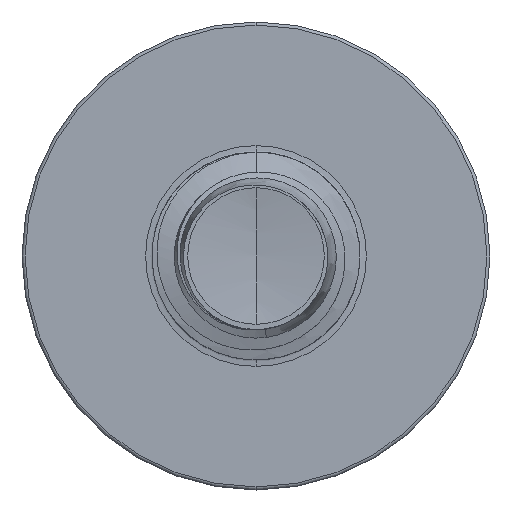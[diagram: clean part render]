
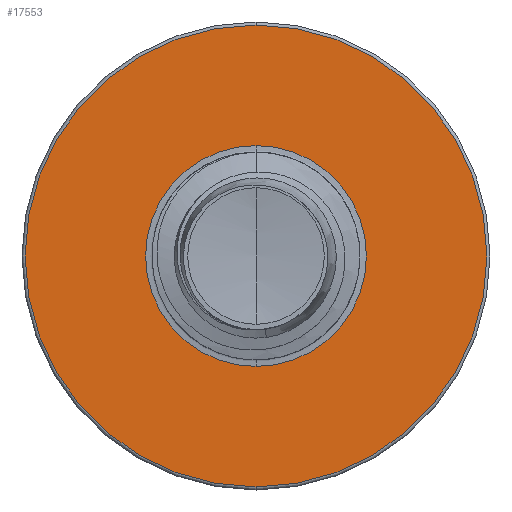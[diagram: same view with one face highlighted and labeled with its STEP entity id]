
A CAD part, front view. The second image highlights one B-rep face of the part: STEP entity #17553.
In plain terms, the highlighted planar face has unit normal (0, -1, 0).
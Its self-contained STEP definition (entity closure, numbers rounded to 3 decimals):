
#2218 = CARTESIAN_POINT ( 'NONE',  ( 0., 17.5, -3.186 ) ) ;
#3998 = FACE_OUTER_BOUND ( 'NONE', #20039, .T. ) ;
#5335 = CARTESIAN_POINT ( 'NONE',  ( 0., 17.5, -6.66 ) ) ;
#5591 = DIRECTION ( 'NONE',  ( 0., 0., 1. ) ) ;
#7585 = AXIS2_PLACEMENT_3D ( 'NONE', #30759, #13590, #33508 ) ;
#8902 = CARTESIAN_POINT ( 'NONE',  ( 0., 17.5, 0. ) ) ;
#9920 = DIRECTION ( 'NONE',  ( 0., 1., 0. ) ) ;
#10463 = DIRECTION ( 'NONE',  ( 0., 1., 0. ) ) ;
#11075 = CARTESIAN_POINT ( 'NONE',  ( 0., 17.5, 6.66 ) ) ;
#11692 = CARTESIAN_POINT ( 'NONE',  ( 0., 17.5, 3.186 ) ) ;
#11859 = DIRECTION ( 'NONE',  ( 0., 0., 1. ) ) ;
#12987 = AXIS2_PLACEMENT_3D ( 'NONE', #2218, #23064, #5591 ) ;
#13590 = DIRECTION ( 'NONE',  ( 0., 1., 0. ) ) ;
#14452 = CIRCLE ( 'NONE', #7585, 6.66 ) ;
#14963 = EDGE_LOOP ( 'NONE', ( #29270, #22052 ) ) ;
#17553 = ADVANCED_FACE ( 'NONE', ( #3998, #18598 ), #20153, .F. ) ;
#17964 = VERTEX_POINT ( 'NONE', #22987 ) ;
#18522 = CIRCLE ( 'NONE', #24214, 3.186 ) ;
#18598 = FACE_BOUND ( 'NONE', #14963, .T. ) ;
#18968 = EDGE_CURVE ( 'NONE', #32642, #17964, #19940, .T. ) ;
#19940 = CIRCLE ( 'NONE', #32119, 3.186 ) ;
#20039 = EDGE_LOOP ( 'NONE', ( #32150, #32054 ) ) ;
#20153 = PLANE ( 'NONE',  #12987 ) ;
#20247 = VERTEX_POINT ( 'NONE', #5335 ) ;
#20888 = EDGE_CURVE ( 'NONE', #20247, #30536, #14452, .T. ) ;
#22052 = ORIENTED_EDGE ( 'NONE', *, *, #25702, .T. ) ;
#22987 = CARTESIAN_POINT ( 'NONE',  ( 0., 17.5, -3.186 ) ) ;
#23064 = DIRECTION ( 'NONE',  ( 0., 1., 0. ) ) ;
#24214 = AXIS2_PLACEMENT_3D ( 'NONE', #8902, #29131, #11859 ) ;
#25656 = CIRCLE ( 'NONE', #31756, 6.66 ) ;
#25702 = EDGE_CURVE ( 'NONE', #17964, #32642, #18522, .T. ) ;
#27326 = CARTESIAN_POINT ( 'NONE',  ( 0., 17.5, 0. ) ) ;
#27849 = CARTESIAN_POINT ( 'NONE',  ( 0., 17.5, 0. ) ) ;
#29131 = DIRECTION ( 'NONE',  ( 0., 1., 0. ) ) ;
#29270 = ORIENTED_EDGE ( 'NONE', *, *, #18968, .T. ) ;
#30107 = DIRECTION ( 'NONE',  ( 0., 0., 1. ) ) ;
#30536 = VERTEX_POINT ( 'NONE', #11075 ) ;
#30616 = DIRECTION ( 'NONE',  ( 0., 0., 1. ) ) ;
#30759 = CARTESIAN_POINT ( 'NONE',  ( 0., 17.5, 0. ) ) ;
#31756 = AXIS2_PLACEMENT_3D ( 'NONE', #27326, #9920, #30107 ) ;
#32054 = ORIENTED_EDGE ( 'NONE', *, *, #20888, .F. ) ;
#32119 = AXIS2_PLACEMENT_3D ( 'NONE', #27849, #10463, #30616 ) ;
#32150 = ORIENTED_EDGE ( 'NONE', *, *, #35087, .F. ) ;
#32642 = VERTEX_POINT ( 'NONE', #11692 ) ;
#33508 = DIRECTION ( 'NONE',  ( 0., 0., 1. ) ) ;
#35087 = EDGE_CURVE ( 'NONE', #30536, #20247, #25656, .T. ) ;
